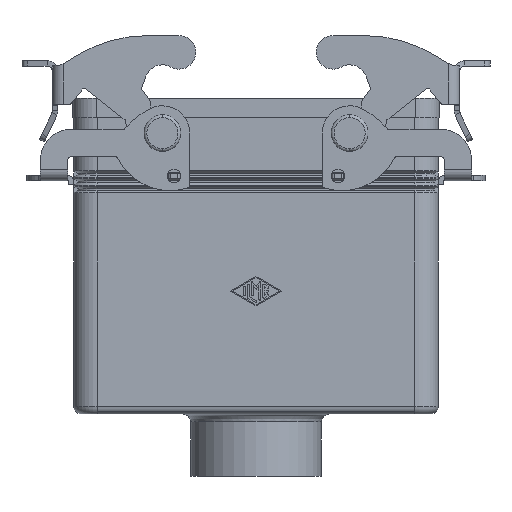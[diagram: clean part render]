
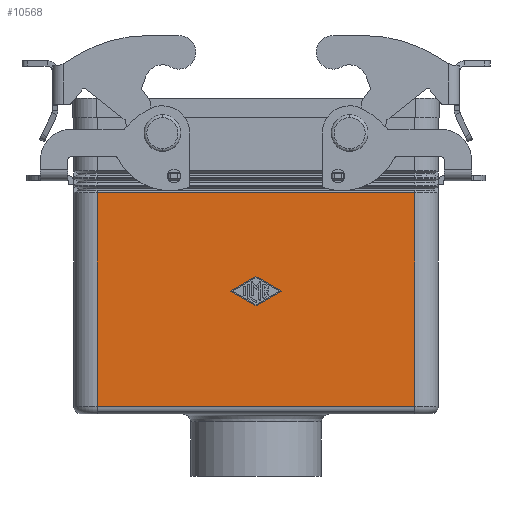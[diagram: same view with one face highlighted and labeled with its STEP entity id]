
A CAD part, front view. The second image highlights one B-rep face of the part: STEP entity #10568.
In plain terms, the highlighted planar face has unit normal (0, -1, 0).
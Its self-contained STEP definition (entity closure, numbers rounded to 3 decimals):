
#9758=CARTESIAN_POINT('',(-30.5,-21.75,-40.5));
#9759=VERTEX_POINT('',#9758);
#9766=CARTESIAN_POINT('',(-24.,-21.75,-44.249));
#9767=VERTEX_POINT('',#9766);
#9768=CARTESIAN_POINT('',(-24.,-21.75,-44.249));
#9769=DIRECTION('',(-0.866,0.0,0.5));
#9770=VECTOR('',#9769,7.504);
#9771=LINE('',#9768,#9770);
#9772=EDGE_CURVE('',#9767,#9759,#9771,.T.);
#9797=CARTESIAN_POINT('',(-17.5,-21.75,-40.5));
#9798=VERTEX_POINT('',#9797);
#9799=CARTESIAN_POINT('',(-17.5,-21.75,-40.5));
#9800=DIRECTION('',(-0.866,0.0,-0.5));
#9801=VECTOR('',#9800,7.504);
#9802=LINE('',#9799,#9801);
#9803=EDGE_CURVE('',#9798,#9767,#9802,.T.);
#9828=CARTESIAN_POINT('',(-24.,-21.75,-36.751));
#9829=VERTEX_POINT('',#9828);
#9830=CARTESIAN_POINT('',(-24.,-21.75,-36.751));
#9831=DIRECTION('',(0.866,0.0,-0.5));
#9832=VECTOR('',#9831,7.504);
#9833=LINE('',#9830,#9832);
#9834=EDGE_CURVE('',#9829,#9798,#9833,.T.);
#9857=CARTESIAN_POINT('',(-30.5,-21.75,-40.5));
#9858=DIRECTION('',(0.866,0.0,0.5));
#9859=VECTOR('',#9858,7.504);
#9860=LINE('',#9857,#9859);
#9861=EDGE_CURVE('',#9759,#9829,#9860,.T.);
#10523=CARTESIAN_POINT('',(-64.75,-21.75,9.0));
#10524=DIRECTION('',(0.0,-1.0,0.0));
#10525=DIRECTION('',(0.0,0.0,-1.0));
#10526=AXIS2_PLACEMENT_3D('',#10523,#10524,#10525);
#10527=PLANE('',#10526);
#10528=CARTESIAN_POINT('',(16.75,-21.75,-15.327));
#10529=VERTEX_POINT('',#10528);
#10530=CARTESIAN_POINT('',(-64.75,-21.75,-15.327));
#10531=VERTEX_POINT('',#10530);
#10532=CARTESIAN_POINT('',(16.75,-21.75,-15.327));
#10533=DIRECTION('',(-1.0,0.0,0.0));
#10534=VECTOR('',#10533,81.5);
#10535=LINE('',#10532,#10534);
#10536=EDGE_CURVE('',#10529,#10531,#10535,.T.);
#10537=ORIENTED_EDGE('',*,*,#10536,.T.);
#10538=CARTESIAN_POINT('',(-64.75,-21.75,-70.));
#10539=VERTEX_POINT('',#10538);
#10540=CARTESIAN_POINT('',(-64.75,-21.75,-15.327));
#10541=DIRECTION('',(0.0,0.0,-1.0));
#10542=VECTOR('',#10541,54.673);
#10543=LINE('',#10540,#10542);
#10544=EDGE_CURVE('',#10531,#10539,#10543,.T.);
#10545=ORIENTED_EDGE('',*,*,#10544,.T.);
#10546=CARTESIAN_POINT('',(16.75,-21.75,-70.));
#10547=VERTEX_POINT('',#10546);
#10548=CARTESIAN_POINT('',(16.75,-21.75,-70.));
#10549=DIRECTION('',(-1.0,0.0,0.0));
#10550=VECTOR('',#10549,81.5);
#10551=LINE('',#10548,#10550);
#10552=EDGE_CURVE('',#10547,#10539,#10551,.T.);
#10553=ORIENTED_EDGE('',*,*,#10552,.F.);
#10554=CARTESIAN_POINT('',(16.75,-21.75,-15.327));
#10555=DIRECTION('',(0.0,0.0,-1.0));
#10556=VECTOR('',#10555,54.673);
#10557=LINE('',#10554,#10556);
#10558=EDGE_CURVE('',#10529,#10547,#10557,.T.);
#10559=ORIENTED_EDGE('',*,*,#10558,.F.);
#10560=EDGE_LOOP('',(#10537,#10545,#10553,#10559));
#10561=FACE_OUTER_BOUND('',#10560,.T.);
#10562=ORIENTED_EDGE('',*,*,#9772,.T.);
#10563=ORIENTED_EDGE('',*,*,#9861,.T.);
#10564=ORIENTED_EDGE('',*,*,#9834,.T.);
#10565=ORIENTED_EDGE('',*,*,#9803,.T.);
#10566=EDGE_LOOP('',(#10562,#10563,#10564,#10565));
#10567=FACE_BOUND('',#10566,.T.);
#10568=ADVANCED_FACE('',(#10561,#10567),#10527,.T.);
